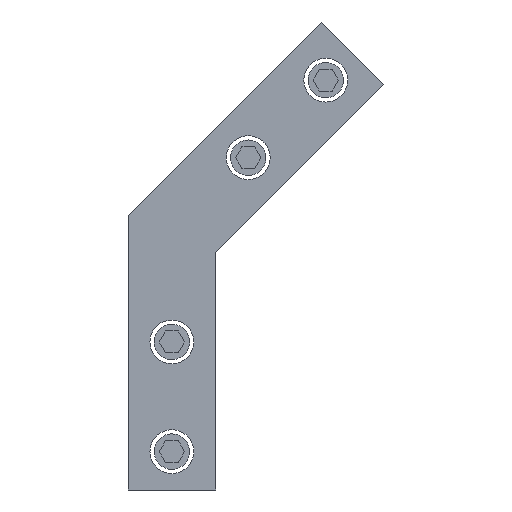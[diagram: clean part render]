
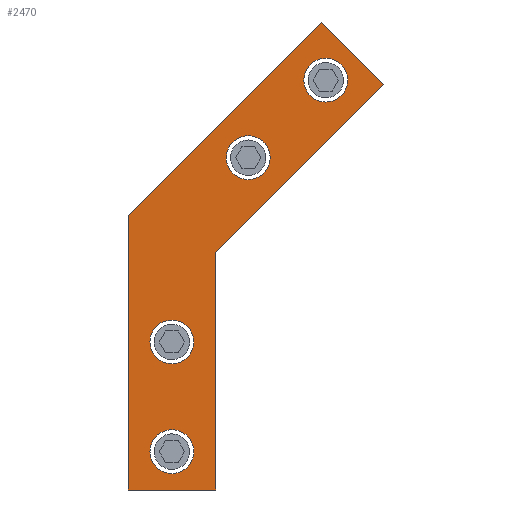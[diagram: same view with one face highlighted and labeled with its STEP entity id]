
A CAD part, front view. The second image highlights one B-rep face of the part: STEP entity #2470.
In plain terms, the highlighted face is planar.
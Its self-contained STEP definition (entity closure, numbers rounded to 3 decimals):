
#1242=CIRCLE('',#2337,4.);
#1243=CIRCLE('',#2338,4.);
#1244=CIRCLE('',#2339,4.);
#1245=CIRCLE('',#2340,4.);
#1276=ORIENTED_EDGE('',*,*,#1768,.T.);
#1277=ORIENTED_EDGE('',*,*,#1771,.T.);
#1278=ORIENTED_EDGE('',*,*,#1772,.T.);
#1279=ORIENTED_EDGE('',*,*,#1773,.F.);
#1280=ORIENTED_EDGE('',*,*,#1774,.F.);
#1281=ORIENTED_EDGE('',*,*,#1775,.T.);
#1282=ORIENTED_EDGE('',*,*,#1776,.F.);
#1283=ORIENTED_EDGE('',*,*,#1777,.F.);
#1284=ORIENTED_EDGE('',*,*,#1778,.F.);
#1285=ORIENTED_EDGE('',*,*,#1779,.F.);
#1496=VECTOR('',#2070,1.);
#1499=VECTOR('',#2075,1.);
#1500=VECTOR('',#2076,1.);
#1501=VECTOR('',#2077,1.);
#1502=VECTOR('',#2078,1.);
#1503=VECTOR('',#2079,1.);
#1586=LINE('',#2560,#1496);
#1589=LINE('',#2565,#1499);
#1590=LINE('',#2567,#1500);
#1591=LINE('',#2569,#1501);
#1592=LINE('',#2571,#1502);
#1593=LINE('',#2572,#1503);
#1680=VERTEX_POINT('',#2558);
#1681=VERTEX_POINT('',#2559);
#1682=VERTEX_POINT('',#2564);
#1683=VERTEX_POINT('',#2566);
#1684=VERTEX_POINT('',#2568);
#1685=VERTEX_POINT('',#2570);
#1686=VERTEX_POINT('',#2573);
#1687=VERTEX_POINT('',#2575);
#1688=VERTEX_POINT('',#2577);
#1689=VERTEX_POINT('',#2579);
#1768=EDGE_CURVE('',#1680,#1681,#1586,.T.);
#1771=EDGE_CURVE('',#1681,#1682,#1589,.T.);
#1772=EDGE_CURVE('',#1682,#1683,#1590,.T.);
#1773=EDGE_CURVE('',#1684,#1683,#1591,.T.);
#1774=EDGE_CURVE('',#1685,#1684,#1592,.T.);
#1775=EDGE_CURVE('',#1685,#1680,#1593,.T.);
#1776=EDGE_CURVE('',#1686,#1686,#1242,.T.);
#1777=EDGE_CURVE('',#1687,#1687,#1243,.T.);
#1778=EDGE_CURVE('',#1688,#1688,#1244,.T.);
#1779=EDGE_CURVE('',#1689,#1689,#1245,.T.);
#1878=EDGE_LOOP('',(#1276,#1277,#1278,#1279,#1280,#1281));
#1879=EDGE_LOOP('',(#1282));
#1880=EDGE_LOOP('',(#1283));
#1881=EDGE_LOOP('',(#1284));
#1882=EDGE_LOOP('',(#1285));
#1966=FACE_BOUND('',#1878,.T.);
#1967=FACE_BOUND('',#1879,.T.);
#1968=FACE_BOUND('',#1880,.T.);
#1969=FACE_BOUND('',#1881,.T.);
#1970=FACE_BOUND('',#1882,.T.);
#2070=DIRECTION('',(-11.314,11.314,0.));
#2073=DIRECTION('',(0.,0.,1.));
#2074=DIRECTION('',(0.,-1.,0.));
#2075=DIRECTION('',(-35.355,-35.355,0.));
#2076=DIRECTION('',(0.,-50.,0.));
#2077=DIRECTION('',(-16.,0.,0.));
#2078=DIRECTION('',(0.,-43.373,0.));
#2079=DIRECTION('',(30.669,30.669,0.));
#2080=DIRECTION('',(0.,0.,1.));
#2081=DIRECTION('',(0.,4.,0.));
#2082=DIRECTION('',(0.,0.,1.));
#2083=DIRECTION('',(0.,4.,0.));
#2084=DIRECTION('',(0.,0.,1.));
#2085=DIRECTION('',(0.,4.,0.));
#2086=DIRECTION('',(0.,0.,1.));
#2087=DIRECTION('',(0.,4.,0.));
#2336=AXIS2_PLACEMENT_3D('',#2563,#2073,#2074);
#2337=AXIS2_PLACEMENT_3D('',#2574,#2080,#2081);
#2338=AXIS2_PLACEMENT_3D('',#2576,#2082,#2083);
#2339=AXIS2_PLACEMENT_3D('',#2578,#2084,#2085);
#2340=AXIS2_PLACEMENT_3D('',#2580,#2086,#2087);
#2426=PLANE('',#2336);
#2470=ADVANCED_FACE('',(#1966,#1967,#1968,#1969,#1970),#2426,.T.);
#2558=CARTESIAN_POINT('',(46.669,74.042,3.));
#2559=CARTESIAN_POINT('',(35.355,85.355,3.));
#2560=CARTESIAN_POINT('',(46.669,74.042,3.));
#2563=CARTESIAN_POINT('',(46.669,74.042,3.));
#2564=CARTESIAN_POINT('',(0.,50.,3.));
#2565=CARTESIAN_POINT('',(35.355,85.355,3.));
#2566=CARTESIAN_POINT('',(0.,0.,3.));
#2567=CARTESIAN_POINT('',(0.,50.,3.));
#2568=CARTESIAN_POINT('',(16.,0.,3.));
#2569=CARTESIAN_POINT('',(16.,0.,3.));
#2570=CARTESIAN_POINT('',(16.,43.373,3.));
#2571=CARTESIAN_POINT('',(16.,43.373,3.));
#2572=CARTESIAN_POINT('',(16.,43.373,3.));
#2573=CARTESIAN_POINT('',(36.062,78.749,3.));
#2574=CARTESIAN_POINT('',(36.062,74.749,3.));
#2575=CARTESIAN_POINT('',(21.92,64.607,3.));
#2576=CARTESIAN_POINT('',(21.92,60.607,3.));
#2577=CARTESIAN_POINT('',(8.,11.,3.));
#2578=CARTESIAN_POINT('',(8.,7.,3.));
#2579=CARTESIAN_POINT('',(8.,31.,3.));
#2580=CARTESIAN_POINT('',(8.,27.,3.));
